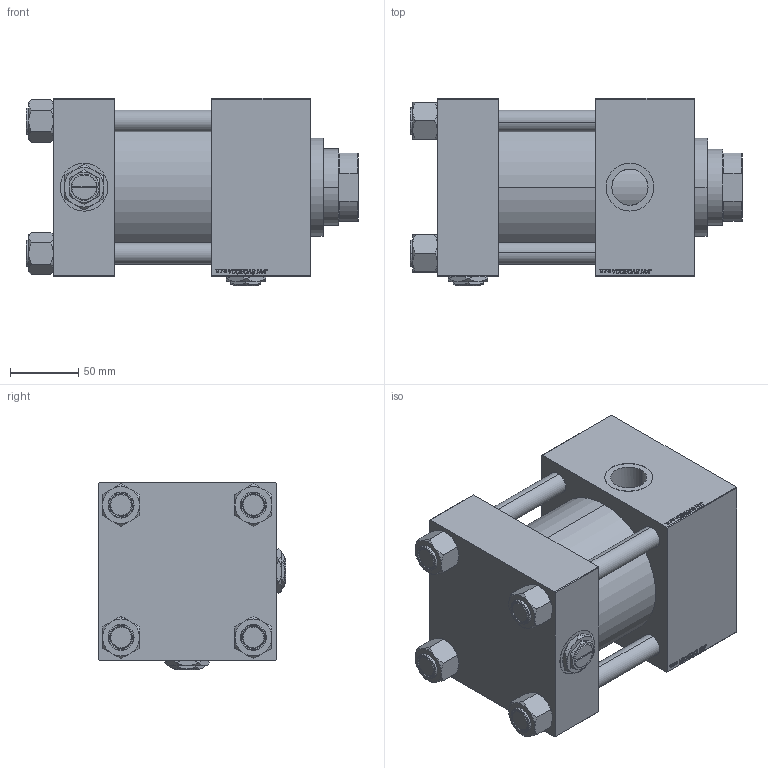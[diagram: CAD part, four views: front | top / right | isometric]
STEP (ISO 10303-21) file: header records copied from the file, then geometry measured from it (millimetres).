
FILE_DESCRIPTION (( 'STEP AP203' ), '1' );
FILE_NAME ('a40b.STEP', '2025-02-18T20:54:13', ( '' ), ( '' ), 'SwSTEP 2.0', 'SolidWorks 2019', '' );
FILE_SCHEMA (( 'CONFIG_CONTROL_DESIGN' ));
Length unit declared in the file: millimetre
Products named in the file (7): Zatka_pro_OIL_PORT 2e45e79975c618c3b10020b197835c5e; V215CR_C_Body 2e45e79975c618c3b10020b197835c5e; V215CR_C_TYCINKA 2e45e79975c618c3b10020b197835c5e; NUT_M5_C 2e45e79975c618c3b10020b197835c5e; V215CR_VCP_C 2e45e79975c618c3b10020b197835c5e; V215_VC_A 2e45e79975c618c3b10020b197835c5e; a40b
Assembly tree (13 placements, depth 2):
  a40b
    V215CR_C_Body 2e45e79975c618c3b10020b197835c5e
    V215CR_VCP_C 2e45e79975c618c3b10020b197835c5e
    NUT_M5_C 2e45e79975c618c3b10020b197835c5e  x4
    V215CR_C_TYCINKA 2e45e79975c618c3b10020b197835c5e  x4
    V215_VC_A 2e45e79975c618c3b10020b197835c5e
    Zatka_pro_OIL_PORT 2e45e79975c618c3b10020b197835c5e  x2
Bounding box: 243 x 137 x 137 mm (x, y, z)
Volume: 2460170.3 mm3; surface area: 340584.4 mm2
Topology: 13 solids, 13 shells, 1297 faces, 3260 edges, 2111 vertices
Faces by surface type: plane 621, bspline 392, cone 178, cylinder 98, torus 8
Entity records: 52791 total; most frequent: CARTESIAN_POINT 27913, ORIENTED_EDGE 5592, DIRECTION 3632, EDGE_CURVE 2796, VERTEX_POINT 1831, VECTOR 1656, LINE 1656, EDGE_LOOP 1235
